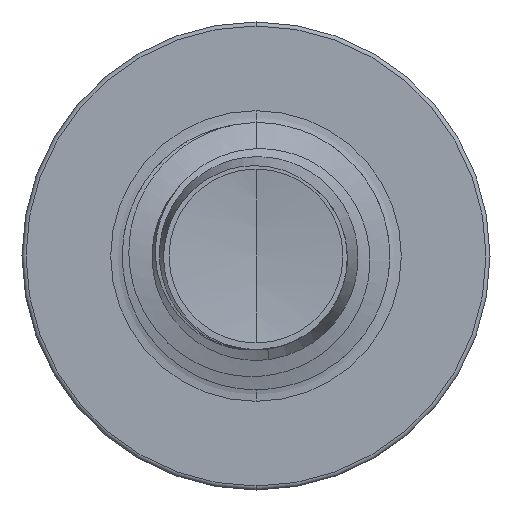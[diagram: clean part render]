
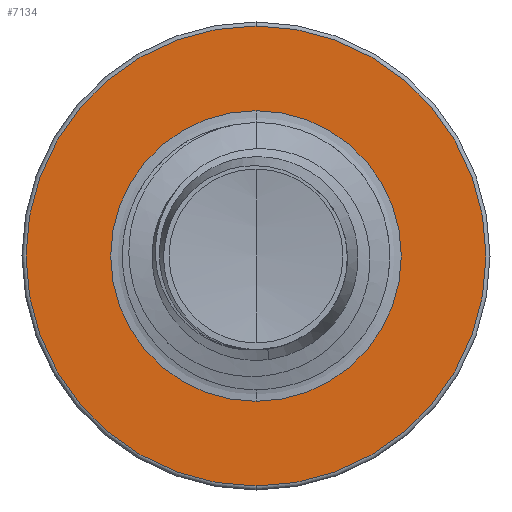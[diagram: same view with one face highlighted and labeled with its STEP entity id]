
A CAD part, front view. The second image highlights one B-rep face of the part: STEP entity #7134.
In plain terms, the highlighted planar face has unit normal (0, -1, 0).
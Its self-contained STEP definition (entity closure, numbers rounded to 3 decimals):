
#377 = DIRECTION ( 'NONE',  ( 0., 1., 0. ) ) ;
#553 = ORIENTED_EDGE ( 'NONE', *, *, #7497, .F. ) ;
#598 = DIRECTION ( 'NONE',  ( 0., 1., 0. ) ) ;
#674 = CARTESIAN_POINT ( 'NONE',  ( 0., 3., 0. ) ) ;
#716 = CARTESIAN_POINT ( 'NONE',  ( 0., 3., -3.44 ) ) ;
#1217 = CIRCLE ( 'NONE', #11479, 2.174 ) ;
#1390 = EDGE_LOOP ( 'NONE', ( #6636, #2959 ) ) ;
#1668 = DIRECTION ( 'NONE',  ( 0., 0., 1. ) ) ;
#1988 = VERTEX_POINT ( 'NONE', #9268 ) ;
#2145 = DIRECTION ( 'NONE',  ( 0., 0., 1. ) ) ;
#2453 = FACE_OUTER_BOUND ( 'NONE', #10407, .T. ) ;
#2481 = CIRCLE ( 'NONE', #12082, 3.44 ) ;
#2959 = ORIENTED_EDGE ( 'NONE', *, *, #6892, .T. ) ;
#3061 = CIRCLE ( 'NONE', #10997, 2.174 ) ;
#3210 = VERTEX_POINT ( 'NONE', #5495 ) ;
#3221 = VERTEX_POINT ( 'NONE', #716 ) ;
#3773 = EDGE_CURVE ( 'NONE', #3210, #3221, #2481, .T. ) ;
#4011 = PLANE ( 'NONE',  #5071 ) ;
#4439 = ORIENTED_EDGE ( 'NONE', *, *, #3773, .F. ) ;
#4849 = AXIS2_PLACEMENT_3D ( 'NONE', #674, #7326, #1668 ) ;
#5071 = AXIS2_PLACEMENT_3D ( 'NONE', #11520, #7787, #2145 ) ;
#5495 = CARTESIAN_POINT ( 'NONE',  ( 0., 3., 3.44 ) ) ;
#5681 = DIRECTION ( 'NONE',  ( 0., 1., 0. ) ) ;
#6107 = CARTESIAN_POINT ( 'NONE',  ( 0., 3., 0. ) ) ;
#6315 = CARTESIAN_POINT ( 'NONE',  ( 0., 3., 0. ) ) ;
#6348 = VERTEX_POINT ( 'NONE', #11900 ) ;
#6636 = ORIENTED_EDGE ( 'NONE', *, *, #9603, .T. ) ;
#6892 = EDGE_CURVE ( 'NONE', #6348, #1988, #3061, .T. ) ;
#7038 = DIRECTION ( 'NONE',  ( 0., 0., 1. ) ) ;
#7134 = ADVANCED_FACE ( 'NONE', ( #2453, #9658 ), #4011, .F. ) ;
#7244 = DIRECTION ( 'NONE',  ( 0., 0., 1. ) ) ;
#7326 = DIRECTION ( 'NONE',  ( 0., 1., 0. ) ) ;
#7497 = EDGE_CURVE ( 'NONE', #3221, #3210, #8208, .T. ) ;
#7787 = DIRECTION ( 'NONE',  ( 0., 1., 0. ) ) ;
#8208 = CIRCLE ( 'NONE', #4849, 3.44 ) ;
#9268 = CARTESIAN_POINT ( 'NONE',  ( 0., 3., 2.174 ) ) ;
#9603 = EDGE_CURVE ( 'NONE', #1988, #6348, #1217, .T. ) ;
#9658 = FACE_BOUND ( 'NONE', #1390, .T. ) ;
#10407 = EDGE_LOOP ( 'NONE', ( #4439, #553 ) ) ;
#10997 = AXIS2_PLACEMENT_3D ( 'NONE', #6107, #377, #7038 ) ;
#11292 = CARTESIAN_POINT ( 'NONE',  ( 0., 3., 0. ) ) ;
#11479 = AXIS2_PLACEMENT_3D ( 'NONE', #6315, #598, #7244 ) ;
#11520 = CARTESIAN_POINT ( 'NONE',  ( 0., 3., -2.174 ) ) ;
#11900 = CARTESIAN_POINT ( 'NONE',  ( 0., 3., -2.174 ) ) ;
#12082 = AXIS2_PLACEMENT_3D ( 'NONE', #11292, #5681, #12215 ) ;
#12215 = DIRECTION ( 'NONE',  ( 0., 0., 1. ) ) ;
